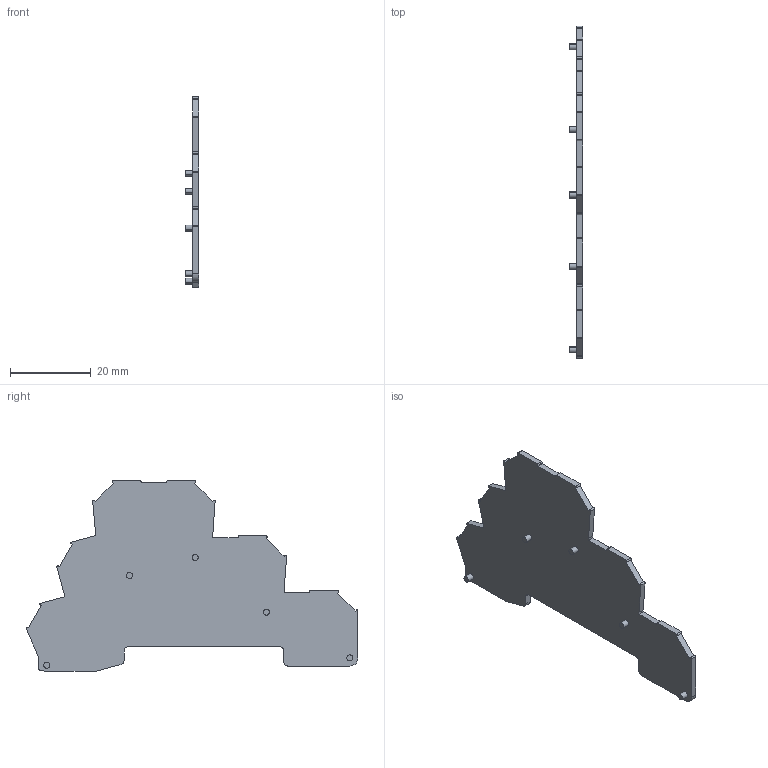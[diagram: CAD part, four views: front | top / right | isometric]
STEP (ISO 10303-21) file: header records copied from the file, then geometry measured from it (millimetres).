
FILE_DESCRIPTION(('CATIA V5R20 STEP214'),'2;1');
FILE_NAME ('5883534_2', '2014-07-07T09:32:32+00:00', ('Weidmueller Interface'), ('Weidmueller'), 'CATIA Version 5 Release 20 SP 5 (IN-10)', 'CATIA V5 STEP AP214', 'none');
FILE_SCHEMA(('AUTOMOTIVE_DESIGN { 1 0 10303 214 1 1 1 1 }'));
Length unit declared in the file: millimetre
Products named in the file (1): AP_DLD_2_5_BL_S3D
Bounding box: 3.27 x 82.15 x 47.15 mm (x, y, z)
Volume: 3589 mm3; surface area: 5187.2 mm2
Topology: 1 solids, 1 shells, 88 faces, 243 edges, 162 vertices
Faces by surface type: plane 54, cylinder 34
Entity records: 2726 total; most frequent: ORIENTED_EDGE 486, CARTESIAN_POINT 485, DIRECTION 401, EDGE_CURVE 243, VECTOR 175, LINE 175, VERTEX_POINT 162, AXIS2_PLACEMENT_3D 148
